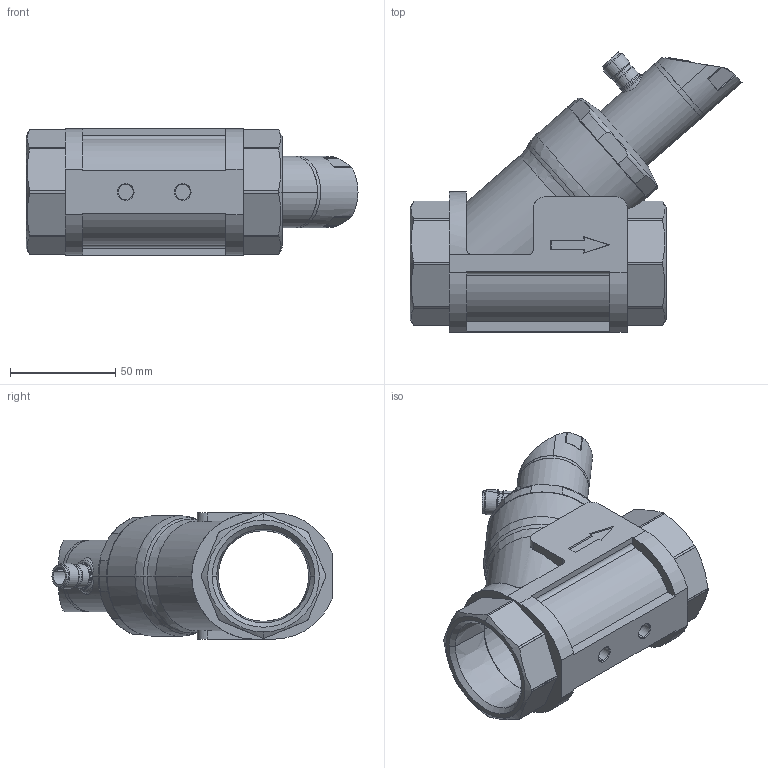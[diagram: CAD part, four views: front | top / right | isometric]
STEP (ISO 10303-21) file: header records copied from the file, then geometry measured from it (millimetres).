
FILE_DESCRIPTION (( 'STEP AP214' ), '1' );
FILE_NAME ('FSC15-00-42-50H.STEP', '2024-04-15T12:47:39', ( '' ), ( '' ), 'SwSTEP 2.0', 'SolidWorks 2021', '' );
FILE_SCHEMA (( 'AUTOMOTIVE_DESIGN' ));
Length unit declared in the file: inch
Products named in the file (1): FSC15-00-42-50H
Bounding box: 157.4 x 132.78 x 60 mm (x, y, z)
Volume: 317831 mm3; surface area: 62226.6 mm2
Topology: 2 solids, 2 shells, 319 faces, 813 edges, 523 vertices
Faces by surface type: cylinder 149, plane 122, cone 31, bspline 15, torus 2
Entity records: 10652 total; most frequent: CARTESIAN_POINT 2978, ORIENTED_EDGE 1626, DIRECTION 1576, EDGE_CURVE 813, AXIS2_PLACEMENT_3D 599, VERTEX_POINT 523, LINE 378, VECTOR 378
